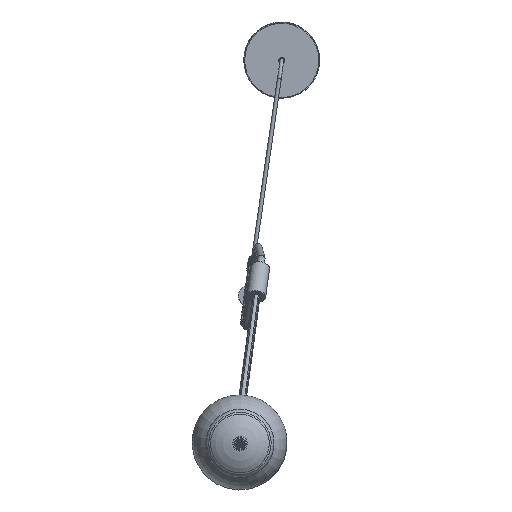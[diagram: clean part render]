
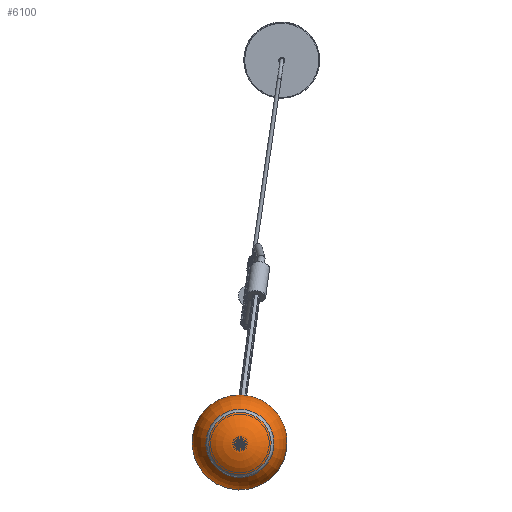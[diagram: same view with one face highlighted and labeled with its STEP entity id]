
A CAD part, front view. The second image highlights one B-rep face of the part: STEP entity #6100.
In plain terms, the highlighted toroidal (fillet/blend) face has major radius 1.458 mm and minor radius 64.382 mm.
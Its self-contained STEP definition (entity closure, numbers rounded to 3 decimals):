
#227 = EDGE_CURVE ( 'NONE', #14162, #14162, #12822, .T. ) ;
#637 = DIRECTION ( 'NONE',  ( 0., 0., -1. ) ) ;
#1643 = DIRECTION ( 'NONE',  ( 0., -1., 0. ) ) ;
#2352 = AXIS2_PLACEMENT_3D ( 'NONE', #12468, #11316, #6864 ) ;
#2735 = AXIS2_PLACEMENT_3D ( 'NONE', #10388, #1643, #637 ) ;
#3242 = ORIENTED_EDGE ( 'NONE', *, *, #227, .T. ) ;
#4902 = TOROIDAL_SURFACE ( 'NONE', #2735, 1.458, 64.382 ) ;
#6100 = ADVANCED_FACE ( 'NONE', ( #6601 ), #4902, .T. ) ;
#6601 = FACE_OUTER_BOUND ( 'NONE', #10075, .T. ) ;
#6864 = DIRECTION ( 'NONE',  ( 0., 0., -1. ) ) ;
#10075 = EDGE_LOOP ( 'NONE', ( #3242 ) ) ;
#10388 = CARTESIAN_POINT ( 'NONE',  ( 0., 54.185, -8. ) ) ;
#10557 = CARTESIAN_POINT ( 'NONE',  ( 0., 3.509, -49.168 ) ) ;
#11316 = DIRECTION ( 'NONE',  ( 0., -1., 0. ) ) ;
#12468 = CARTESIAN_POINT ( 'NONE',  ( 0., 3.509, -8. ) ) ;
#12822 = CIRCLE ( 'NONE', #2352, 41.168 ) ;
#14162 = VERTEX_POINT ( 'NONE', #10557 ) ;
